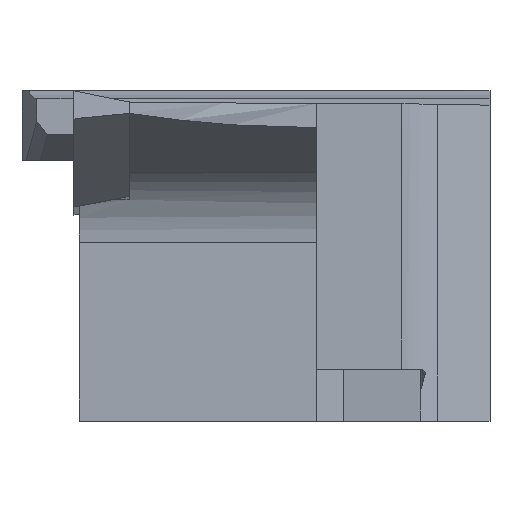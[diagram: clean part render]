
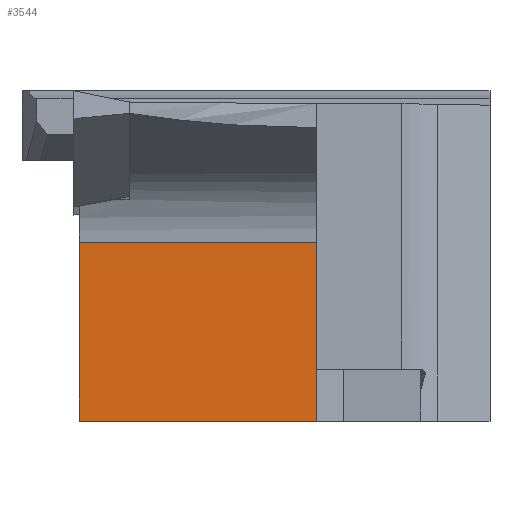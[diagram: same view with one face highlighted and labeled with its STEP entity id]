
A CAD part, left-side view. The second image highlights one B-rep face of the part: STEP entity #3544.
In plain terms, the highlighted planar face has unit normal (-1, 0, 0).
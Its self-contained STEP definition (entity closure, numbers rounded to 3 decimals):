
#197 = CARTESIAN_POINT ( 'NONE',  ( -118.023, -163.06, -48.728 ) ) ;
#220 = AXIS2_PLACEMENT_3D ( 'NONE', #197, #1332, #3190 ) ;
#350 = CARTESIAN_POINT ( 'NONE',  ( -118.023, 10.2, 0.793 ) ) ;
#495 = LINE ( 'NONE', #1675, #1297 ) ;
#685 = PLANE ( 'NONE',  #220 ) ;
#744 = ORIENTED_EDGE ( 'NONE', *, *, #1551, .T. ) ;
#800 = FACE_OUTER_BOUND ( 'NONE', #2690, .T. ) ;
#1007 = EDGE_CURVE ( 'NONE', #1224, #1629, #3432, .T. ) ;
#1047 = DIRECTION ( 'NONE',  ( 0., 0., 1. ) ) ;
#1114 = VECTOR ( 'NONE', #1047, 1000. ) ;
#1224 = VERTEX_POINT ( 'NONE', #3024 ) ;
#1297 = VECTOR ( 'NONE', #1586, 1000. ) ;
#1332 = DIRECTION ( 'NONE',  ( 1., 0., 0. ) ) ;
#1393 = CARTESIAN_POINT ( 'NONE',  ( -118.023, -3.5, -48.728 ) ) ;
#1551 = EDGE_CURVE ( 'NONE', #3429, #3373, #495, .T. ) ;
#1561 = EDGE_CURVE ( 'NONE', #3373, #1629, #1928, .T. ) ;
#1586 = DIRECTION ( 'NONE',  ( 0., 1., 0. ) ) ;
#1629 = VERTEX_POINT ( 'NONE', #1817 ) ;
#1675 = CARTESIAN_POINT ( 'NONE',  ( -118.023, -163.06, 0.793 ) ) ;
#1687 = DIRECTION ( 'NONE',  ( 0., 0., -1. ) ) ;
#1711 = CARTESIAN_POINT ( 'NONE',  ( -118.023, 10.2, -48.728 ) ) ;
#1817 = CARTESIAN_POINT ( 'NONE',  ( -118.023, 10.2, -9.525 ) ) ;
#1928 = LINE ( 'NONE', #1711, #2625 ) ;
#2057 = EDGE_CURVE ( 'NONE', #1224, #3429, #2537, .T. ) ;
#2157 = ORIENTED_EDGE ( 'NONE', *, *, #1007, .F. ) ;
#2496 = ORIENTED_EDGE ( 'NONE', *, *, #2057, .T. ) ;
#2537 = LINE ( 'NONE', #1393, #1114 ) ;
#2625 = VECTOR ( 'NONE', #1687, 1000. ) ;
#2690 = EDGE_LOOP ( 'NONE', ( #744, #3060, #2157, #2496 ) ) ;
#2691 = CARTESIAN_POINT ( 'NONE',  ( -118.023, -3.5, 0.793 ) ) ;
#2708 = VECTOR ( 'NONE', #2824, 1000. ) ;
#2824 = DIRECTION ( 'NONE',  ( 0., 1., 0. ) ) ;
#2832 = CARTESIAN_POINT ( 'NONE',  ( -118.023, 0., -9.525 ) ) ;
#3024 = CARTESIAN_POINT ( 'NONE',  ( -118.023, -3.5, -9.525 ) ) ;
#3060 = ORIENTED_EDGE ( 'NONE', *, *, #1561, .T. ) ;
#3190 = DIRECTION ( 'NONE',  ( 0., 0., -1. ) ) ;
#3373 = VERTEX_POINT ( 'NONE', #350 ) ;
#3429 = VERTEX_POINT ( 'NONE', #2691 ) ;
#3432 = LINE ( 'NONE', #2832, #2708 ) ;
#3544 = ADVANCED_FACE ( 'NONE', ( #800 ), #685, .F. ) ;
